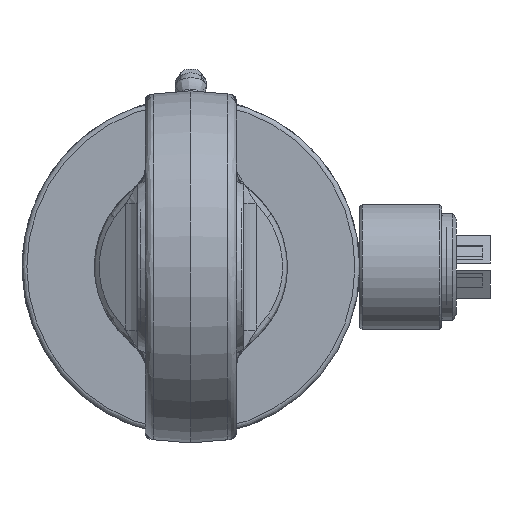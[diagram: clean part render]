
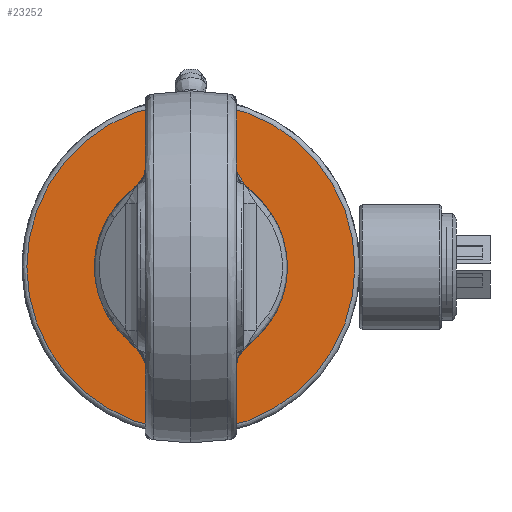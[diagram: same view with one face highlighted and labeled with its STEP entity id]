
A CAD part, left-side view. The second image highlights one B-rep face of the part: STEP entity #23252.
In plain terms, the highlighted planar face has unit normal (-1, 0, 0).
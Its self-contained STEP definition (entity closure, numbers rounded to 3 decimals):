
#122 = FACE_BOUND ( 'NONE', #5264, .T. ) ;
#757 = AXIS2_PLACEMENT_3D ( 'NONE', #14465, #21926, #15160 ) ;
#4945 = ORIENTED_EDGE ( 'NONE', *, *, #30741, .T. ) ;
#5264 = EDGE_LOOP ( 'NONE', ( #25703 ) ) ;
#7614 = AXIS2_PLACEMENT_3D ( 'NONE', #10611, #35049, #45498 ) ;
#10611 = CARTESIAN_POINT ( 'NONE',  ( -10., 0., 34. ) ) ;
#13921 = AXIS2_PLACEMENT_3D ( 'NONE', #21275, #30823, #44997 ) ;
#14324 = PLANE ( 'NONE',  #7614 ) ;
#14465 = CARTESIAN_POINT ( 'NONE',  ( -10., 0., 0. ) ) ;
#15160 = DIRECTION ( 'NONE',  ( 0., 0., -1. ) ) ;
#20826 = CIRCLE ( 'NONE', #757, 2. ) ;
#21275 = CARTESIAN_POINT ( 'NONE',  ( -10., 0., 0. ) ) ;
#21904 = EDGE_LOOP ( 'NONE', ( #4945 ) ) ;
#21926 = DIRECTION ( 'NONE',  ( 1., 0., 0. ) ) ;
#23252 = ADVANCED_FACE ( 'NONE', ( #27838, #122 ), #14324, .T. ) ;
#23762 = VERTEX_POINT ( 'NONE', #35164 ) ;
#25703 = ORIENTED_EDGE ( 'NONE', *, *, #40439, .T. ) ;
#27838 = FACE_OUTER_BOUND ( 'NONE', #21904, .T. ) ;
#28068 = CARTESIAN_POINT ( 'NONE',  ( -10., 0., 34. ) ) ;
#30741 = EDGE_CURVE ( 'NONE', #32008, #32008, #32534, .T. ) ;
#30823 = DIRECTION ( 'NONE',  ( -1., 0., 0. ) ) ;
#32008 = VERTEX_POINT ( 'NONE', #28068 ) ;
#32534 = CIRCLE ( 'NONE', #13921, 34. ) ;
#35049 = DIRECTION ( 'NONE',  ( -1., 0., 0. ) ) ;
#35164 = CARTESIAN_POINT ( 'NONE',  ( -10., 0., -2. ) ) ;
#40439 = EDGE_CURVE ( 'NONE', #23762, #23762, #20826, .T. ) ;
#44997 = DIRECTION ( 'NONE',  ( 0., 0., 1. ) ) ;
#45498 = DIRECTION ( 'NONE',  ( 0., 0., 1. ) ) ;
